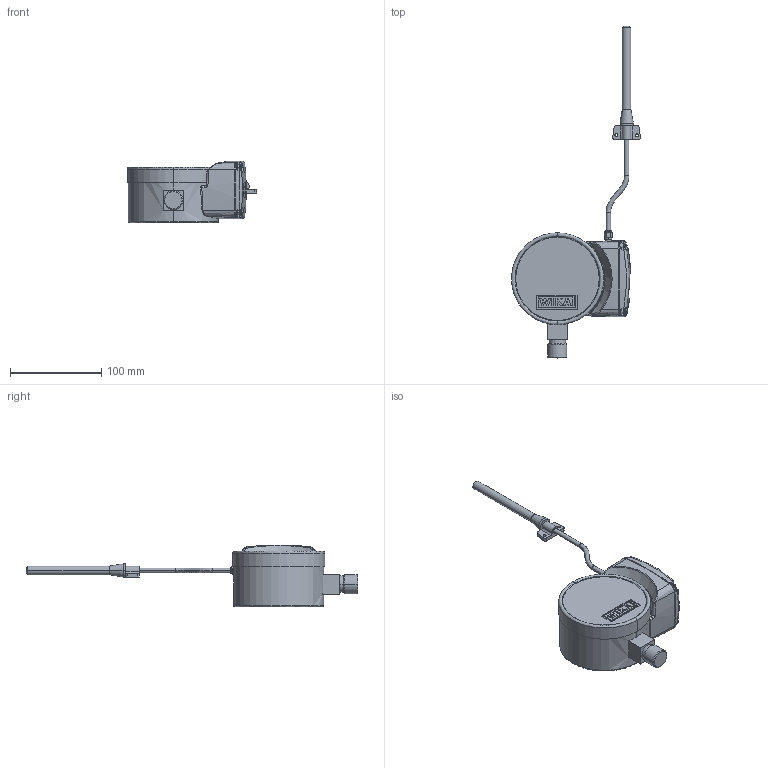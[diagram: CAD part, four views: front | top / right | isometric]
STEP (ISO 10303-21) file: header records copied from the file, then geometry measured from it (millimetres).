
FILE_DESCRIPTION((''),'2;1');
FILE_NAME('3D_PGW23______________05696358_ASM','2020-08-17T08:59:30',('WoeberF'),(''),'CREO PARAMETRIC BY PTC INC, 2017380','CREO PARAMETRIC BY PTC INC, 2017380','');
FILE_SCHEMA(('AP242_MANAGED_MODEL_BASED_3D_ENGINEERING_MIM_LF { 1 0 10303 442 1 1 4 }'));
Products named in the file (9): 7_____________________05696206; 5_____________________05696204; 3_____________________05696202; 2_____________________05696201; 4_____________________05696203; 6_____________________05696205; 8_____________________05696207; 10____________________05696354; 3D_PGW23______________05696358_ASM
Assembly tree (11 placements, depth 2):
  3D_PGW23______________05696358_ASM
    7_____________________05696206
    5_____________________05696204
    3_____________________05696202
    2_____________________05696201  x4
    4_____________________05696203
    6_____________________05696205
    8_____________________05696207
    10____________________05696354
Bounding box: 141.8 x 364.72 x 67.99 mm (x, y, z)
Volume: 655810.3 mm3; surface area: 78250.8 mm2
Topology: 11 solids, 13 shells, 1651 faces, 4176 edges, 2596 vertices
Faces by surface type: bspline 1651
Entity records: 47963 total; most frequent: CARTESIAN_POINT 30402, ORIENTED_EDGE 4332, EDGE_CURVE 2166, DIRECTION 1543, VERTEX_POINT 1369, B_SPLINE_CURVE_WITH_KNOTS 1005, EDGE_LOOP 939, B_SPLINE_SURFACE_WITH_KNOTS 868
